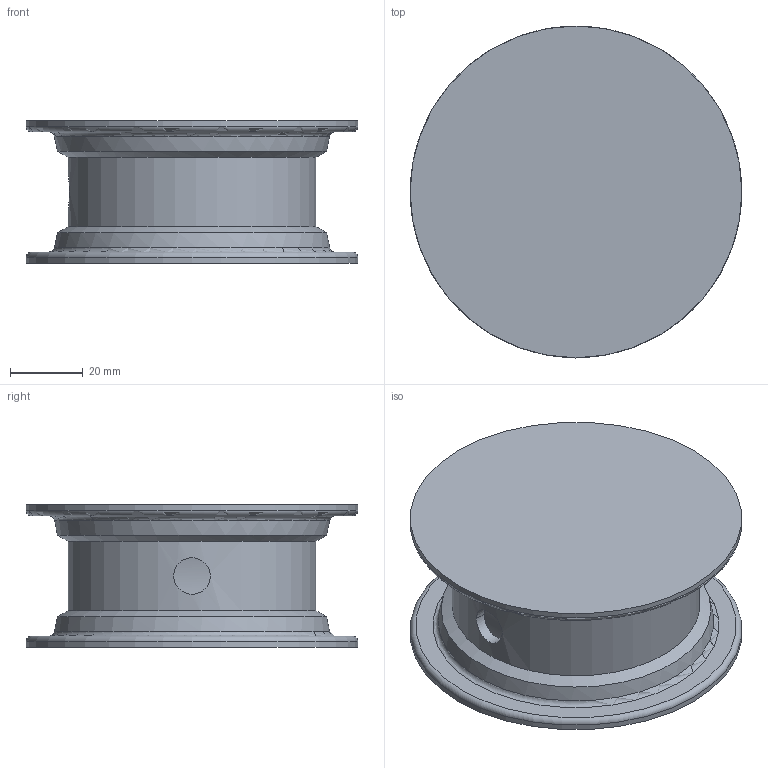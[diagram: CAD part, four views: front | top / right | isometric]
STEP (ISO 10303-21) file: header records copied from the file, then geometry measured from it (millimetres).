
FILE_DESCRIPTION(/* description */ (''),/* implementation_level */ '2;1');
FILE_NAME(/* name */ '5Rim_diy.step',/* time_stamp */ '2021-10-18T12:50:51-07:00',/* author */ (''),/* organization */ (''),/* preprocessor_version */ 'ST-DEVELOPER v18.1',/* originating_system */ 'Autodesk Translation Framework v10.10.0.1391',/* authorisation */ '');
FILE_SCHEMA (('AUTOMOTIVE_DESIGN { 1 0 10303 214 3 1 1 }'));
Length unit declared in the file: millimetre
Products named in the file (2): 5Rim_diy; Outer_rim
Assembly tree (1 placements, depth 2):
  5Rim_diy
    Outer_rim
Bounding box: 91 x 91 x 39 mm (x, y, z)
Volume: 168002.3 mm3; surface area: 26336.4 mm2
Topology: 1 solids, 1 shells, 18 faces, 40 edges, 25 vertices
Faces by surface type: cylinder 6, cone 4, plane 4, torus 4
Full cylindrical faces by diameter (mm): 68 x1, 91 x2
Entity records: 638 total; most frequent: CARTESIAN_POINT 156, DIRECTION 104, ORIENTED_EDGE 82, AXIS2_PLACEMENT_3D 46, EDGE_CURVE 41, VERTEX_POINT 26, CIRCLE 25, EDGE_LOOP 19
